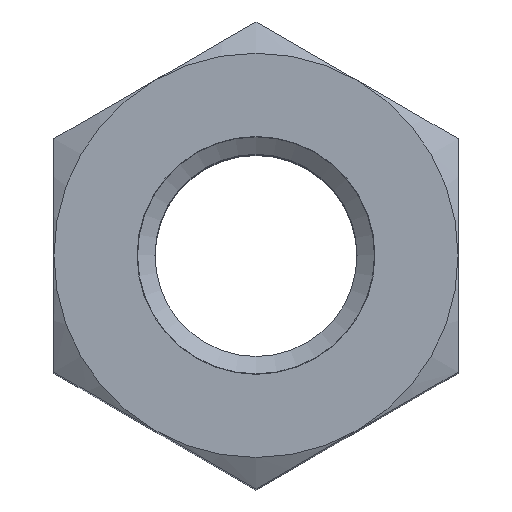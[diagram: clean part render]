
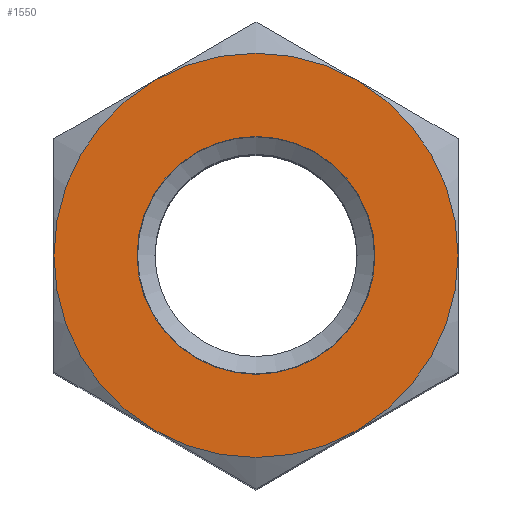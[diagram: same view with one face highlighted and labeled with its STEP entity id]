
A CAD part, top view. The second image highlights one B-rep face of the part: STEP entity #1550.
In plain terms, the highlighted planar face has unit normal (0, 0, 1).
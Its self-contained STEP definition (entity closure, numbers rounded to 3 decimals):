
#42 = CIRCLE ( 'NONE', #1772, 8.5 ) ;
#44 = AXIS2_PLACEMENT_3D ( 'NONE', #765, #758, #752 ) ;
#54 = AXIS2_PLACEMENT_3D ( 'NONE', #852, #838, #823 ) ;
#100 = CIRCLE ( 'NONE', #488, 8.5 ) ;
#122 = CIRCLE ( 'NONE', #1233, 5. ) ;
#131 = DIRECTION ( 'NONE',  ( -1., 0., 0. ) ) ;
#136 = FACE_OUTER_BOUND ( 'NONE', #527, .T. ) ;
#137 = DIRECTION ( 'NONE',  ( 0., 0., -1. ) ) ;
#141 = CARTESIAN_POINT ( 'NONE',  ( 0., 0., 0. ) ) ;
#189 = DIRECTION ( 'NONE',  ( -1., 0., 0. ) ) ;
#191 = DIRECTION ( 'NONE',  ( 0., 0., -1. ) ) ;
#198 = CARTESIAN_POINT ( 'NONE',  ( 0., 0., 0. ) ) ;
#213 = AXIS2_PLACEMENT_3D ( 'NONE', #198, #191, #189 ) ;
#222 = FACE_BOUND ( 'NONE', #1544, .T. ) ;
#249 = DIRECTION ( 'NONE',  ( -1., 0., 0. ) ) ;
#258 = VERTEX_POINT ( 'NONE', #1222 ) ;
#278 = PLANE ( 'NONE',  #1819 ) ;
#305 = CARTESIAN_POINT ( 'NONE',  ( 0., 9.815, 0. ) ) ;
#308 = DIRECTION ( 'NONE',  ( 0., 0., -1. ) ) ;
#315 = CIRCLE ( 'NONE', #213, 8.5 ) ;
#366 = CIRCLE ( 'NONE', #1902, 8.5 ) ;
#458 = DIRECTION ( 'NONE',  ( -1., 0., 0. ) ) ;
#460 = DIRECTION ( 'NONE',  ( 0., 0., -1. ) ) ;
#466 = CARTESIAN_POINT ( 'NONE',  ( 0., 0., 0. ) ) ;
#488 = AXIS2_PLACEMENT_3D ( 'NONE', #1932, #1923, #1916 ) ;
#489 = CIRCLE ( 'NONE', #44, 8.5 ) ;
#512 = VERTEX_POINT ( 'NONE', #1525 ) ;
#527 = EDGE_LOOP ( 'NONE', ( #1231, #1331, #1353, #1432, #1499, #1518 ) ) ;
#540 = CIRCLE ( 'NONE', #54, 8.5 ) ;
#578 = CARTESIAN_POINT ( 'NONE',  ( 5., 0., 0. ) ) ;
#680 = VERTEX_POINT ( 'NONE', #794 ) ;
#752 = DIRECTION ( 'NONE',  ( 1., 0., 0. ) ) ;
#758 = DIRECTION ( 'NONE',  ( 0., 0., 1. ) ) ;
#765 = CARTESIAN_POINT ( 'NONE',  ( 0., 0., 0. ) ) ;
#794 = CARTESIAN_POINT ( 'NONE',  ( -4.25, 7.361, 0. ) ) ;
#823 = DIRECTION ( 'NONE',  ( -1., 0., 0. ) ) ;
#838 = DIRECTION ( 'NONE',  ( 0., 0., -1. ) ) ;
#852 = CARTESIAN_POINT ( 'NONE',  ( 0., 0., 0. ) ) ;
#1095 = EDGE_CURVE ( 'NONE', #680, #1729, #100, .T. ) ;
#1222 = CARTESIAN_POINT ( 'NONE',  ( -4.25, -7.361, 0. ) ) ;
#1231 = ORIENTED_EDGE ( 'NONE', *, *, #1483, .F. ) ;
#1233 = AXIS2_PLACEMENT_3D ( 'NONE', #1269, #1255, #1245 ) ;
#1234 = CARTESIAN_POINT ( 'NONE',  ( 4.25, 7.361, 0. ) ) ;
#1245 = DIRECTION ( 'NONE',  ( 1., 0., 0. ) ) ;
#1255 = DIRECTION ( 'NONE',  ( 0., 0., 1. ) ) ;
#1269 = CARTESIAN_POINT ( 'NONE',  ( 0., 0., 0. ) ) ;
#1331 = ORIENTED_EDGE ( 'NONE', *, *, #1567, .F. ) ;
#1353 = ORIENTED_EDGE ( 'NONE', *, *, #1580, .F. ) ;
#1373 = CARTESIAN_POINT ( 'NONE',  ( 4.25, -7.361, 0. ) ) ;
#1399 = EDGE_CURVE ( 'NONE', #1894, #1938, #540, .T. ) ;
#1413 = EDGE_CURVE ( 'NONE', #1894, #1729, #489, .T. ) ;
#1432 = ORIENTED_EDGE ( 'NONE', *, *, #1399, .F. ) ;
#1475 = VERTEX_POINT ( 'NONE', #578 ) ;
#1483 = EDGE_CURVE ( 'NONE', #512, #680, #366, .T. ) ;
#1499 = ORIENTED_EDGE ( 'NONE', *, *, #1413, .T. ) ;
#1518 = ORIENTED_EDGE ( 'NONE', *, *, #1095, .F. ) ;
#1525 = CARTESIAN_POINT ( 'NONE',  ( -8.5, 0., 0. ) ) ;
#1540 = ORIENTED_EDGE ( 'NONE', *, *, #1952, .F. ) ;
#1544 = EDGE_LOOP ( 'NONE', ( #1540 ) ) ;
#1550 = ADVANCED_FACE ( 'NONE', ( #136, #222 ), #278, .F. ) ;
#1567 = EDGE_CURVE ( 'NONE', #258, #512, #315, .T. ) ;
#1580 = EDGE_CURVE ( 'NONE', #1938, #258, #42, .T. ) ;
#1630 = CARTESIAN_POINT ( 'NONE',  ( 8.5, 0., 0. ) ) ;
#1729 = VERTEX_POINT ( 'NONE', #1234 ) ;
#1772 = AXIS2_PLACEMENT_3D ( 'NONE', #141, #137, #131 ) ;
#1819 = AXIS2_PLACEMENT_3D ( 'NONE', #305, #308, #249 ) ;
#1894 = VERTEX_POINT ( 'NONE', #1630 ) ;
#1902 = AXIS2_PLACEMENT_3D ( 'NONE', #466, #460, #458 ) ;
#1916 = DIRECTION ( 'NONE',  ( -1., 0., 0. ) ) ;
#1923 = DIRECTION ( 'NONE',  ( 0., 0., -1. ) ) ;
#1932 = CARTESIAN_POINT ( 'NONE',  ( 0., 0., 0. ) ) ;
#1938 = VERTEX_POINT ( 'NONE', #1373 ) ;
#1952 = EDGE_CURVE ( 'NONE', #1475, #1475, #122, .T. ) ;
